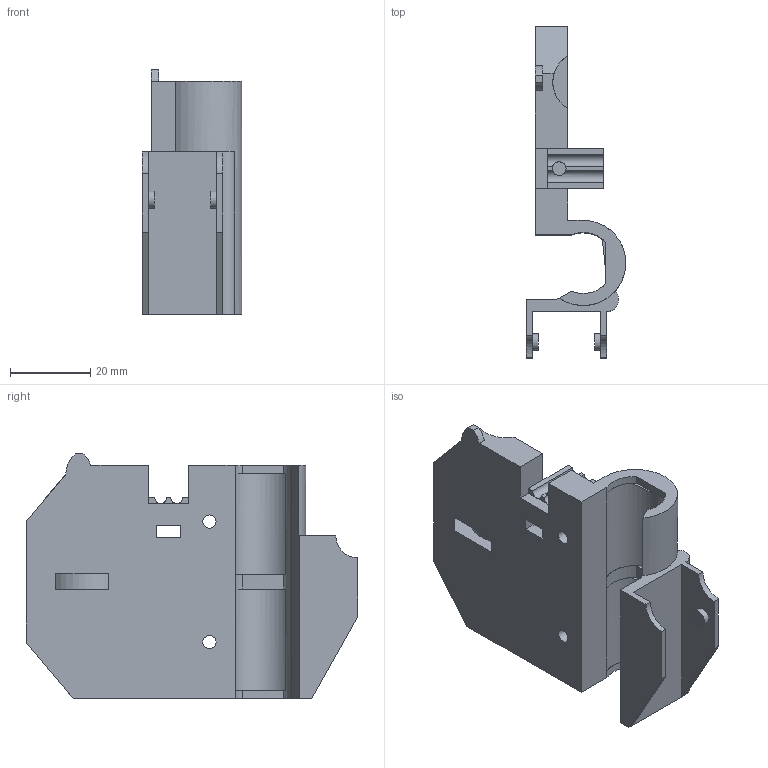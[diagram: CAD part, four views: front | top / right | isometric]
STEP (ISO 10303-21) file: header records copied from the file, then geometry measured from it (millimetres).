
FILE_DESCRIPTION(/* description */ (''),/* implementation_level */ '2;1');
FILE_NAME(/* name */ '14.-EjeX_carroA_v2.stp',/* time_stamp */ '2015-06-03T20:25:36+02:00',/* author */ ('jnazabal'),/* organization */ (''),/* preprocessor_version */ 'ST-DEVELOPER v15.6',/* originating_system */ 'Autodesk Inventor 2015',/* authorisation */ '');
FILE_SCHEMA (('AUTOMOTIVE_DESIGN { 1 0 10303 214 3 1 1 }'));
Length unit declared in the file: millimetre
Products named in the file (1): x-carriage
Bounding box: 24.78 x 82.58 x 60.89 mm (x, y, z)
Volume: 30150.5 mm3; surface area: 15622.6 mm2
Topology: 1 solids, 1 shells, 102 faces, 281 edges, 185 vertices
Faces by surface type: plane 78, cylinder 24
Full cylindrical faces by diameter (mm): 3.3 x2, 3.4 x2, 4.2 x2
Entity records: 3278 total; most frequent: CARTESIAN_POINT 600, ORIENTED_EDGE 548, DIRECTION 536, EDGE_CURVE 274, LINE 214, VECTOR 214, VERTEX_POINT 184, AXIS2_PLACEMENT_3D 161
